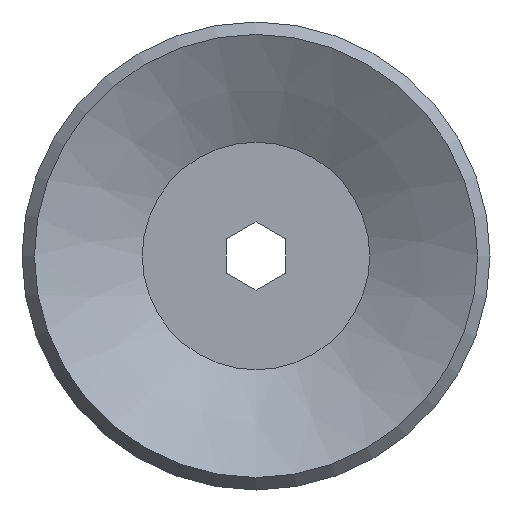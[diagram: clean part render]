
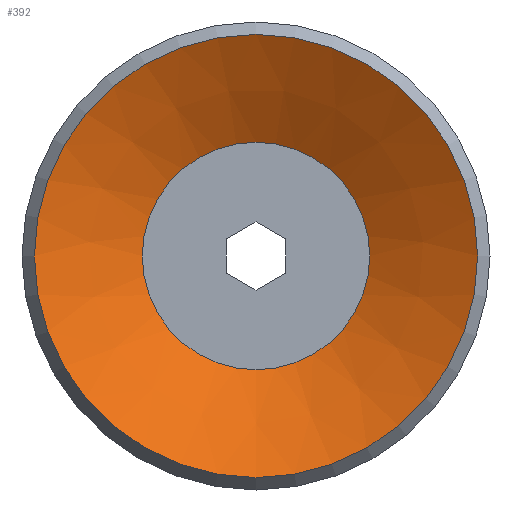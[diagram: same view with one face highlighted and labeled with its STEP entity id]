
A CAD part, front view. The second image highlights one B-rep face of the part: STEP entity #392.
In plain terms, the highlighted conical face has half-angle 60 degrees and reference radius 7.5 mm.
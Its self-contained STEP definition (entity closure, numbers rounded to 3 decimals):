
#28=CONICAL_SURFACE('',#424,7.5,1.047);
#88=ORIENTED_EDGE('',*,*,#138,.F.);
#89=ORIENTED_EDGE('',*,*,#137,.T.);
#137=EDGE_CURVE('',#166,#166,#183,.T.);
#138=EDGE_CURVE('',#167,#167,#184,.T.);
#166=VERTEX_POINT('',#552);
#167=VERTEX_POINT('',#555);
#183=CIRCLE('',#423,7.5);
#184=CIRCLE('',#425,3.85);
#204=EDGE_LOOP('',(#88));
#205=EDGE_LOOP('',(#89));
#234=FACE_BOUND('',#204,.T.);
#235=FACE_BOUND('',#205,.T.);
#392=ADVANCED_FACE('',(#234,#235),#28,.F.);
#423=AXIS2_PLACEMENT_3D('',#551,#477,#478);
#424=AXIS2_PLACEMENT_3D('',#553,#479,#480);
#425=AXIS2_PLACEMENT_3D('',#554,#481,#482);
#477=DIRECTION('',(0.,-1.,0.));
#478=DIRECTION('',(0.,0.,-1.));
#479=DIRECTION('',(0.,-1.,0.));
#480=DIRECTION('',(0.,0.,-1.));
#481=DIRECTION('',(0.,-1.,0.));
#482=DIRECTION('',(0.,0.,-1.));
#551=CARTESIAN_POINT('',(0.,0.,0.));
#552=CARTESIAN_POINT('',(0.,0.,-7.5));
#553=CARTESIAN_POINT('',(0.,0.,0.));
#554=CARTESIAN_POINT('',(0.,2.107,0.));
#555=CARTESIAN_POINT('',(0.,2.107,-3.85));
